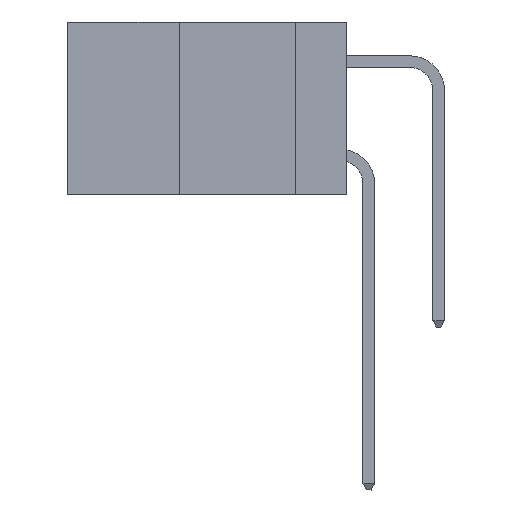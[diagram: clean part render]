
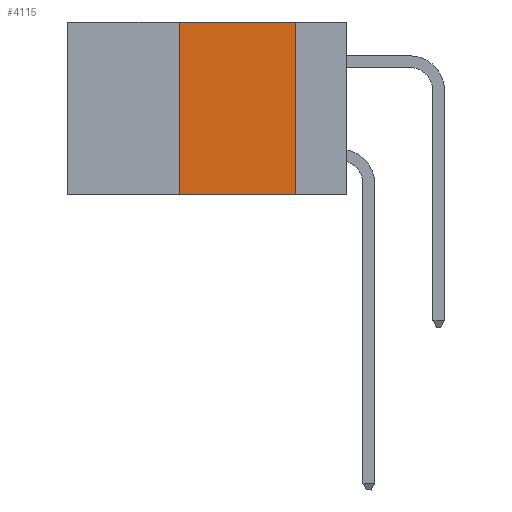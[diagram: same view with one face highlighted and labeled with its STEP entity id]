
A CAD part, left-side view. The second image highlights one B-rep face of the part: STEP entity #4115.
In plain terms, the highlighted planar face has unit normal (-1, 0, 0).
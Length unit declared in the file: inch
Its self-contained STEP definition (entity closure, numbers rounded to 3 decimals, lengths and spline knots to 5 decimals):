
#649 = DIRECTION ( 'NONE',  ( 0., 0., 1. ) ) ;
#2514 = EDGE_CURVE ( 'NONE', #12738, #23838, #28538, .T. ) ;
#4115 = ADVANCED_FACE ( 'NONE', ( #7071 ), #23853, .F. ) ;
#4202 = DIRECTION ( 'NONE',  ( 1., 0., 0. ) ) ;
#4907 = EDGE_LOOP ( 'NONE', ( #5128, #28192, #13490, #39074 ) ) ;
#5128 = ORIENTED_EDGE ( 'NONE', *, *, #2514, .F. ) ;
#7006 = CARTESIAN_POINT ( 'NONE',  ( 0., 0.11, 0. ) ) ;
#7071 = FACE_OUTER_BOUND ( 'NONE', #4907, .T. ) ;
#7447 = VECTOR ( 'NONE', #11542, 39.37008 ) ;
#11542 = DIRECTION ( 'NONE',  ( 0., 0., -1. ) ) ;
#12738 = VERTEX_POINT ( 'NONE', #7006 ) ;
#13242 = CARTESIAN_POINT ( 'NONE',  ( 0., 0.6, 0. ) ) ;
#13490 = ORIENTED_EDGE ( 'NONE', *, *, #19438, .F. ) ;
#14038 = LINE ( 'NONE', #34143, #16809 ) ;
#14098 = LINE ( 'NONE', #13242, #24657 ) ;
#15469 = EDGE_CURVE ( 'NONE', #40650, #23838, #14038, .T. ) ;
#16250 = EDGE_CURVE ( 'NONE', #35872, #12738, #14098, .T. ) ;
#16809 = VECTOR ( 'NONE', #24872, 39.37008 ) ;
#17707 = CARTESIAN_POINT ( 'NONE',  ( 0., 0.36, 0. ) ) ;
#19438 = EDGE_CURVE ( 'NONE', #40650, #35872, #34438, .T. ) ;
#21009 = CARTESIAN_POINT ( 'NONE',  ( 0., 0.11, -0.37 ) ) ;
#23351 = AXIS2_PLACEMENT_3D ( 'NONE', #40872, #4202, #27395 ) ;
#23838 = VERTEX_POINT ( 'NONE', #21009 ) ;
#23853 = PLANE ( 'NONE',  #23351 ) ;
#24657 = VECTOR ( 'NONE', #34198, 39.37008 ) ;
#24872 = DIRECTION ( 'NONE',  ( 0., -1., 0. ) ) ;
#27395 = DIRECTION ( 'NONE',  ( 0., 0., -1. ) ) ;
#28192 = ORIENTED_EDGE ( 'NONE', *, *, #16250, .F. ) ;
#28538 = LINE ( 'NONE', #28954, #7447 ) ;
#28954 = CARTESIAN_POINT ( 'NONE',  ( 0., 0.11, 0. ) ) ;
#34143 = CARTESIAN_POINT ( 'NONE',  ( 0., 0.6, -0.37 ) ) ;
#34198 = DIRECTION ( 'NONE',  ( 0., -1., 0. ) ) ;
#34210 = CARTESIAN_POINT ( 'NONE',  ( 0., 0.36, 0. ) ) ;
#34438 = LINE ( 'NONE', #34210, #43424 ) ;
#35867 = CARTESIAN_POINT ( 'NONE',  ( 0., 0.36, -0.37 ) ) ;
#35872 = VERTEX_POINT ( 'NONE', #17707 ) ;
#39074 = ORIENTED_EDGE ( 'NONE', *, *, #15469, .T. ) ;
#40650 = VERTEX_POINT ( 'NONE', #35867 ) ;
#40872 = CARTESIAN_POINT ( 'NONE',  ( 0., 0.6, 0. ) ) ;
#43424 = VECTOR ( 'NONE', #649, 39.37008 ) ;
